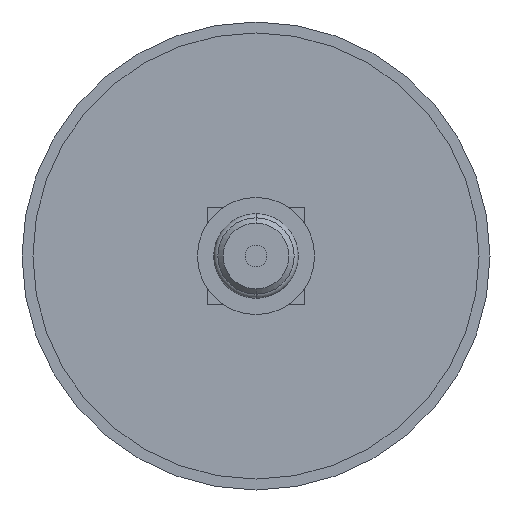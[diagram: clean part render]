
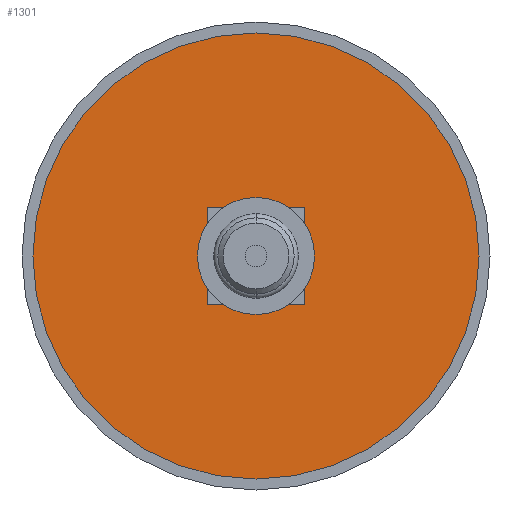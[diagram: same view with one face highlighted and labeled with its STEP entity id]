
A CAD part, front view. The second image highlights one B-rep face of the part: STEP entity #1301.
In plain terms, the highlighted planar face has unit normal (0, -1, 0).
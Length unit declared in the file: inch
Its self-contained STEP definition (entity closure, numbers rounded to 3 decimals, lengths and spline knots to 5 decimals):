
#475=DIRECTION('',(1.,0.,0.));
#476=VECTOR('',#475,0.55);
#477=CARTESIAN_POINT('',(-0.275,0.57,0.275));
#478=LINE('',#477,#476);
#493=CARTESIAN_POINT('',(0.,0.57,0.));
#494=DIRECTION('',(0.,-1.,0.));
#495=DIRECTION('',(0.,0.,-1.));
#496=AXIS2_PLACEMENT_3D('',#493,#494,#495);
#506=CARTESIAN_POINT('',(0.,0.57,0.));
#507=DIRECTION('',(0.,1.,0.));
#508=DIRECTION('',(0.,0.,-1.));
#509=AXIS2_PLACEMENT_3D('',#506,#507,#508);
#585=DIRECTION('',(0.,0.,1.));
#586=VECTOR('',#585,0.55);
#587=CARTESIAN_POINT('',(-0.275,0.57,-0.275));
#588=LINE('',#587,#586);
#593=DIRECTION('',(-1.,0.,0.));
#594=VECTOR('',#593,0.55);
#595=CARTESIAN_POINT('',(0.275,0.57,-0.275));
#596=LINE('',#595,#594);
#601=DIRECTION('',(0.,0.,-1.));
#602=VECTOR('',#601,0.55);
#603=CARTESIAN_POINT('',(0.275,0.57,0.275));
#604=LINE('',#603,#602);
#727=CARTESIAN_POINT('',(0.,0.57,-1.2775));
#729=VERTEX_POINT('',#727);
#735=CARTESIAN_POINT('',(0.,0.57,1.2775));
#737=VERTEX_POINT('',#735);
#743=CARTESIAN_POINT('',(-0.275,0.57,0.275));
#744=CARTESIAN_POINT('',(0.275,0.57,0.275));
#745=VERTEX_POINT('',#743);
#746=VERTEX_POINT('',#744);
#747=CARTESIAN_POINT('',(0.275,0.57,-0.275));
#748=VERTEX_POINT('',#747);
#749=CARTESIAN_POINT('',(-0.275,0.57,-0.275));
#750=VERTEX_POINT('',#749);
#1281=CARTESIAN_POINT('',(0.,0.57,0.));
#1282=DIRECTION('',(0.,-1.,0.));
#1283=DIRECTION('',(0.,0.,1.));
#1284=AXIS2_PLACEMENT_3D('',#1281,#1282,#1283);
#1285=PLANE('',#1284);
#1287=ORIENTED_EDGE('',*,*,#1286,.F.);
#1289=ORIENTED_EDGE('',*,*,#1288,.T.);
#1290=EDGE_LOOP('',(#1287,#1289));
#1291=FACE_OUTER_BOUND('',#1290,.F.);
#1292=ORIENTED_EDGE('',*,*,#1271,.F.);
#1294=ORIENTED_EDGE('',*,*,#1293,.F.);
#1296=ORIENTED_EDGE('',*,*,#1295,.F.);
#1298=ORIENTED_EDGE('',*,*,#1297,.F.);
#1299=EDGE_LOOP('',(#1292,#1294,#1296,#1298));
#1300=FACE_BOUND('',#1299,.F.);
#1301=ADVANCED_FACE('',(#1291,#1300),#1285,.T.);
#497=CIRCLE('',#496,1.2775);
#510=CIRCLE('',#509,1.2775);
#1271=EDGE_CURVE('',#745,#746,#478,.T.);
#1286=EDGE_CURVE('',#729,#737,#497,.T.);
#1288=EDGE_CURVE('',#729,#737,#510,.T.);
#1293=EDGE_CURVE('',#750,#745,#588,.T.);
#1295=EDGE_CURVE('',#748,#750,#596,.T.);
#1297=EDGE_CURVE('',#746,#748,#604,.T.);
